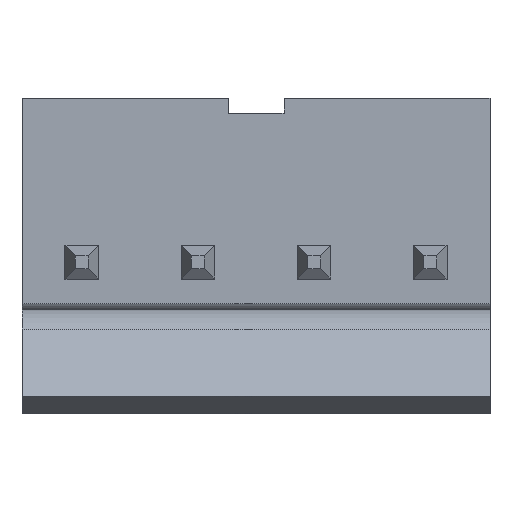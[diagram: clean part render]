
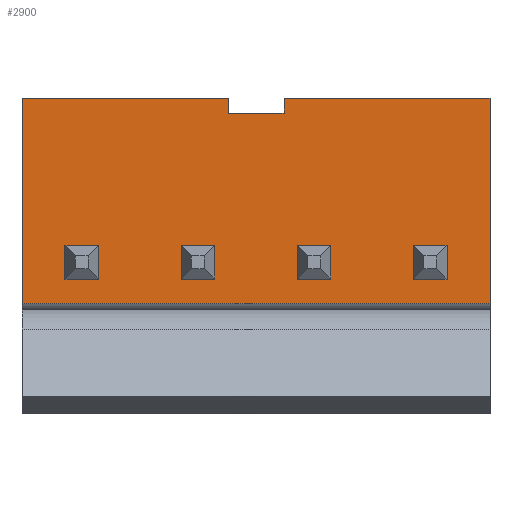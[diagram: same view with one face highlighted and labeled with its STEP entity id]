
A CAD part, top view. The second image highlights one B-rep face of the part: STEP entity #2900.
In plain terms, the highlighted planar face has unit normal (0, 0, 1).
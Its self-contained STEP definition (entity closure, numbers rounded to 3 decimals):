
#411=ORIENTED_EDGE('',*,*,#805,.T.);
#412=ORIENTED_EDGE('',*,*,#698,.T.);
#413=ORIENTED_EDGE('',*,*,#695,.T.);
#414=ORIENTED_EDGE('',*,*,#692,.T.);
#415=ORIENTED_EDGE('',*,*,#688,.T.);
#416=ORIENTED_EDGE('',*,*,#761,.F.);
#417=ORIENTED_EDGE('',*,*,#804,.F.);
#418=ORIENTED_EDGE('',*,*,#807,.T.);
#419=ORIENTED_EDGE('',*,*,#808,.T.);
#420=ORIENTED_EDGE('',*,*,#809,.T.);
#421=ORIENTED_EDGE('',*,*,#810,.T.);
#422=ORIENTED_EDGE('',*,*,#811,.T.);
#423=ORIENTED_EDGE('',*,*,#812,.T.);
#424=ORIENTED_EDGE('',*,*,#813,.T.);
#425=ORIENTED_EDGE('',*,*,#814,.T.);
#426=ORIENTED_EDGE('',*,*,#815,.T.);
#427=ORIENTED_EDGE('',*,*,#816,.T.);
#428=ORIENTED_EDGE('',*,*,#817,.T.);
#429=ORIENTED_EDGE('',*,*,#818,.T.);
#430=ORIENTED_EDGE('',*,*,#819,.T.);
#431=ORIENTED_EDGE('',*,*,#820,.T.);
#432=ORIENTED_EDGE('',*,*,#821,.T.);
#433=ORIENTED_EDGE('',*,*,#822,.T.);
#434=ORIENTED_EDGE('',*,*,#823,.T.);
#688=EDGE_CURVE('',#939,#940,#1149,.T.);
#692=EDGE_CURVE('',#943,#939,#1153,.T.);
#695=EDGE_CURVE('',#945,#943,#1156,.T.);
#698=EDGE_CURVE('',#947,#945,#1159,.T.);
#761=EDGE_CURVE('',#993,#940,#1217,.T.);
#804=EDGE_CURVE('',#1018,#993,#1254,.T.);
#805=EDGE_CURVE('',#1019,#947,#1255,.T.);
#807=EDGE_CURVE('',#1018,#1019,#1257,.T.);
#808=EDGE_CURVE('',#1020,#1021,#1258,.T.);
#809=EDGE_CURVE('',#1021,#1022,#1259,.T.);
#810=EDGE_CURVE('',#1022,#1023,#1260,.T.);
#811=EDGE_CURVE('',#1023,#1020,#1261,.T.);
#812=EDGE_CURVE('',#1024,#1025,#1262,.T.);
#813=EDGE_CURVE('',#1025,#1026,#1263,.T.);
#814=EDGE_CURVE('',#1026,#1027,#1264,.T.);
#815=EDGE_CURVE('',#1027,#1024,#1265,.T.);
#816=EDGE_CURVE('',#1028,#1029,#1266,.T.);
#817=EDGE_CURVE('',#1029,#1030,#1267,.T.);
#818=EDGE_CURVE('',#1030,#1031,#1268,.T.);
#819=EDGE_CURVE('',#1031,#1028,#1269,.T.);
#820=EDGE_CURVE('',#1032,#1033,#1270,.T.);
#821=EDGE_CURVE('',#1033,#1034,#1271,.T.);
#822=EDGE_CURVE('',#1034,#1035,#1272,.T.);
#823=EDGE_CURVE('',#1035,#1032,#1273,.T.);
#939=VERTEX_POINT('',#3783);
#940=VERTEX_POINT('',#3784);
#943=VERTEX_POINT('',#3792);
#945=VERTEX_POINT('',#3798);
#947=VERTEX_POINT('',#3804);
#993=VERTEX_POINT('',#3933);
#1018=VERTEX_POINT('',#4018);
#1019=VERTEX_POINT('',#4022);
#1020=VERTEX_POINT('',#4027);
#1021=VERTEX_POINT('',#4028);
#1022=VERTEX_POINT('',#4030);
#1023=VERTEX_POINT('',#4032);
#1024=VERTEX_POINT('',#4035);
#1025=VERTEX_POINT('',#4036);
#1026=VERTEX_POINT('',#4038);
#1027=VERTEX_POINT('',#4040);
#1028=VERTEX_POINT('',#4043);
#1029=VERTEX_POINT('',#4044);
#1030=VERTEX_POINT('',#4046);
#1031=VERTEX_POINT('',#4048);
#1032=VERTEX_POINT('',#4051);
#1033=VERTEX_POINT('',#4052);
#1034=VERTEX_POINT('',#4054);
#1035=VERTEX_POINT('',#4056);
#1149=LINE('',#3782,#1420);
#1153=LINE('',#3791,#1424);
#1156=LINE('',#3797,#1427);
#1159=LINE('',#3803,#1430);
#1217=LINE('',#3934,#1488);
#1254=LINE('',#4019,#1525);
#1255=LINE('',#4021,#1526);
#1257=LINE('',#4025,#1528);
#1258=LINE('',#4026,#1529);
#1259=LINE('',#4029,#1530);
#1260=LINE('',#4031,#1531);
#1261=LINE('',#4033,#1532);
#1262=LINE('',#4034,#1533);
#1263=LINE('',#4037,#1534);
#1264=LINE('',#4039,#1535);
#1265=LINE('',#4041,#1536);
#1266=LINE('',#4042,#1537);
#1267=LINE('',#4045,#1538);
#1268=LINE('',#4047,#1539);
#1269=LINE('',#4049,#1540);
#1270=LINE('',#4050,#1541);
#1271=LINE('',#4053,#1542);
#1272=LINE('',#4055,#1543);
#1273=LINE('',#4057,#1544);
#1420=VECTOR('',#3235,1000.);
#1424=VECTOR('',#3241,1000.);
#1427=VECTOR('',#3246,1000.);
#1430=VECTOR('',#3251,1000.);
#1488=VECTOR('',#3361,1000.);
#1525=VECTOR('',#3444,1000.);
#1526=VECTOR('',#3447,1000.);
#1528=VECTOR('',#3451,1000.);
#1529=VECTOR('',#3452,1000.);
#1530=VECTOR('',#3453,1000.);
#1531=VECTOR('',#3454,1000.);
#1532=VECTOR('',#3455,1000.);
#1533=VECTOR('',#3456,1000.);
#1534=VECTOR('',#3457,1000.);
#1535=VECTOR('',#3458,1000.);
#1536=VECTOR('',#3459,1000.);
#1537=VECTOR('',#3460,1000.);
#1538=VECTOR('',#3461,1000.);
#1539=VECTOR('',#3462,1000.);
#1540=VECTOR('',#3463,1000.);
#1541=VECTOR('',#3464,1000.);
#1542=VECTOR('',#3465,1000.);
#1543=VECTOR('',#3466,1000.);
#1544=VECTOR('',#3467,1000.);
#1698=EDGE_LOOP('',(#411,#412,#413,#414,#415,#416,#417,#418));
#1699=EDGE_LOOP('',(#419,#420,#421,#422));
#1700=EDGE_LOOP('',(#423,#424,#425,#426));
#1701=EDGE_LOOP('',(#427,#428,#429,#430));
#1702=EDGE_LOOP('',(#431,#432,#433,#434));
#1829=FACE_BOUND('',#1698,.T.);
#1830=FACE_BOUND('',#1699,.T.);
#1831=FACE_BOUND('',#1700,.T.);
#1832=FACE_BOUND('',#1701,.T.);
#1833=FACE_BOUND('',#1702,.T.);
#1947=PLANE('',#3037);
#2900=ADVANCED_FACE('',(#1829,#1830,#1831,#1832,#1833),#1947,.T.);
#3037=AXIS2_PLACEMENT_3D('',#4024,#3449,#3450);
#3235=DIRECTION('',(1.,0.,0.));
#3241=DIRECTION('',(0.,-1.,0.));
#3246=DIRECTION('',(1.,0.,0.));
#3251=DIRECTION('',(0.,1.,0.));
#3361=DIRECTION('',(0.,-1.,0.));
#3444=DIRECTION('',(1.,0.,0.));
#3447=DIRECTION('',(1.,0.,0.));
#3449=DIRECTION('',(0.,0.,1.));
#3450=DIRECTION('',(0.,-1.,0.));
#3451=DIRECTION('',(0.,-1.,0.));
#3452=DIRECTION('',(-1.,0.,0.));
#3453=DIRECTION('',(0.,1.,0.));
#3454=DIRECTION('',(1.,0.,0.));
#3455=DIRECTION('',(0.,-1.,0.));
#3456=DIRECTION('',(-1.,0.,0.));
#3457=DIRECTION('',(0.,1.,0.));
#3458=DIRECTION('',(1.,0.,0.));
#3459=DIRECTION('',(0.,-1.,0.));
#3460=DIRECTION('',(-1.,0.,0.));
#3461=DIRECTION('',(0.,1.,0.));
#3462=DIRECTION('',(1.,0.,0.));
#3463=DIRECTION('',(0.,-1.,0.));
#3464=DIRECTION('',(-1.,0.,0.));
#3465=DIRECTION('',(0.,1.,0.));
#3466=DIRECTION('',(1.,0.,0.));
#3467=DIRECTION('',(0.,-1.,0.));
#3782=CARTESIAN_POINT('',(-7.975,-1.975,1.6));
#3783=CARTESIAN_POINT('',(0.945,-1.975,1.6));
#3784=CARTESIAN_POINT('',(7.975,-1.975,1.6));
#3791=CARTESIAN_POINT('',(0.945,-1.475,1.6));
#3792=CARTESIAN_POINT('',(0.945,-1.475,1.6));
#3797=CARTESIAN_POINT('',(-0.955,-1.475,1.6));
#3798=CARTESIAN_POINT('',(-0.955,-1.475,1.6));
#3803=CARTESIAN_POINT('',(-0.955,-1.975,1.6));
#3804=CARTESIAN_POINT('',(-0.955,-1.975,1.6));
#3933=CARTESIAN_POINT('',(7.975,5.025,1.6));
#3934=CARTESIAN_POINT('',(7.975,-1.975,1.6));
#4018=CARTESIAN_POINT('',(-7.975,5.025,1.6));
#4019=CARTESIAN_POINT('',(-7.975,5.025,1.6));
#4021=CARTESIAN_POINT('',(-7.975,-1.975,1.6));
#4022=CARTESIAN_POINT('',(-7.975,-1.975,1.6));
#4024=CARTESIAN_POINT('',(-7.975,-1.975,1.6));
#4025=CARTESIAN_POINT('',(-7.975,-1.975,1.6));
#4026=CARTESIAN_POINT('',(2.55,3.055,1.6));
#4027=CARTESIAN_POINT('',(2.55,3.055,1.6));
#4028=CARTESIAN_POINT('',(1.41,3.055,1.6));
#4029=CARTESIAN_POINT('',(1.41,3.055,1.6));
#4030=CARTESIAN_POINT('',(1.41,4.195,1.6));
#4031=CARTESIAN_POINT('',(1.41,4.195,1.6));
#4032=CARTESIAN_POINT('',(2.55,4.195,1.6));
#4033=CARTESIAN_POINT('',(2.55,4.195,1.6));
#4034=CARTESIAN_POINT('',(-5.37,3.055,1.6));
#4035=CARTESIAN_POINT('',(-5.37,3.055,1.6));
#4036=CARTESIAN_POINT('',(-6.51,3.055,1.6));
#4037=CARTESIAN_POINT('',(-6.51,3.055,1.6));
#4038=CARTESIAN_POINT('',(-6.51,4.195,1.6));
#4039=CARTESIAN_POINT('',(-6.51,4.195,1.6));
#4040=CARTESIAN_POINT('',(-5.37,4.195,1.6));
#4041=CARTESIAN_POINT('',(-5.37,4.195,1.6));
#4042=CARTESIAN_POINT('',(-1.41,3.055,1.6));
#4043=CARTESIAN_POINT('',(-1.41,3.055,1.6));
#4044=CARTESIAN_POINT('',(-2.55,3.055,1.6));
#4045=CARTESIAN_POINT('',(-2.55,3.055,1.6));
#4046=CARTESIAN_POINT('',(-2.55,4.195,1.6));
#4047=CARTESIAN_POINT('',(-2.55,4.195,1.6));
#4048=CARTESIAN_POINT('',(-1.41,4.195,1.6));
#4049=CARTESIAN_POINT('',(-1.41,4.195,1.6));
#4050=CARTESIAN_POINT('',(6.51,3.055,1.6));
#4051=CARTESIAN_POINT('',(6.51,3.055,1.6));
#4052=CARTESIAN_POINT('',(5.37,3.055,1.6));
#4053=CARTESIAN_POINT('',(5.37,3.055,1.6));
#4054=CARTESIAN_POINT('',(5.37,4.195,1.6));
#4055=CARTESIAN_POINT('',(5.37,4.195,1.6));
#4056=CARTESIAN_POINT('',(6.51,4.195,1.6));
#4057=CARTESIAN_POINT('',(6.51,4.195,1.6));
